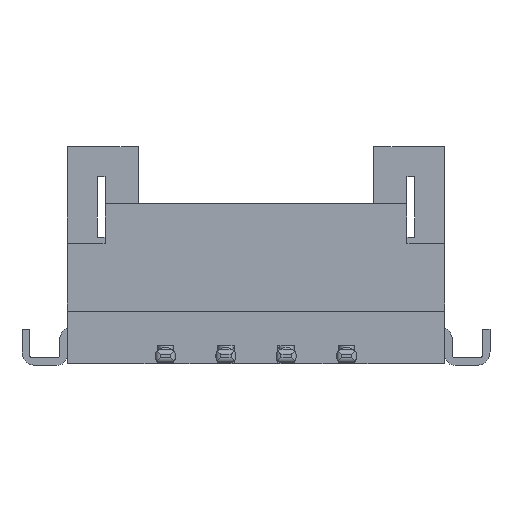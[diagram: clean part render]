
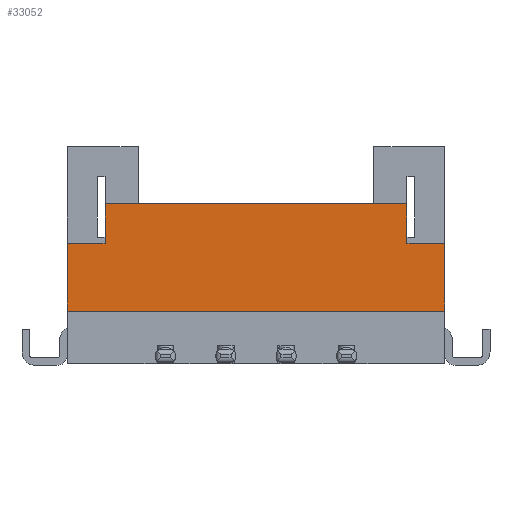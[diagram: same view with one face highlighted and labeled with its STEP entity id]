
A CAD part, front view. The second image highlights one B-rep face of the part: STEP entity #33052.
In plain terms, the highlighted planar face has unit normal (0, -1, 0).
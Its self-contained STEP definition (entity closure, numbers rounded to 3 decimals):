
#27025 = PLANE('',#27026);
#27026 = AXIS2_PLACEMENT_3D('',#27027,#27028,#27029);
#27027 = CARTESIAN_POINT('',(5.,3.72,4.2));
#27028 = DIRECTION('',(-1.,-0.,0.));
#27029 = DIRECTION('',(0.,0.,1.));
#27753 = PLANE('',#27754);
#27754 = AXIS2_PLACEMENT_3D('',#27755,#27756,#27757);
#27755 = CARTESIAN_POINT('',(-6.25,-3.1,5.3));
#27756 = DIRECTION('',(1.,0.,0.));
#27757 = DIRECTION('',(0.,1.,0.));
#28237 = PLANE('',#28238);
#28238 = AXIS2_PLACEMENT_3D('',#28239,#28240,#28241);
#28239 = CARTESIAN_POINT('',(6.25,-3.1,5.3));
#28240 = DIRECTION('',(1.,0.,0.));
#28241 = DIRECTION('',(0.,1.,0.));
#28647 = PLANE('',#28648);
#28648 = AXIS2_PLACEMENT_3D('',#28649,#28650,#28651);
#28649 = CARTESIAN_POINT('',(-5.25,2.1,4.));
#28650 = DIRECTION('',(0.,0.,1.));
#28651 = DIRECTION('',(1.,0.,0.));
#28672 = VERTEX_POINT('',#28673);
#28673 = CARTESIAN_POINT('',(-6.25,-3.1,4.));
#28694 = EDGE_CURVE('',#28695,#28672,#28697,.T.);
#28695 = VERTEX_POINT('',#28696);
#28696 = CARTESIAN_POINT('',(-5.,-3.1,4.));
#28697 = SURFACE_CURVE('',#28698,(#28702,#28709),.PCURVE_S1.);
#28698 = LINE('',#28699,#28700);
#28699 = CARTESIAN_POINT('',(4.609,-3.1,4.));
#28700 = VECTOR('',#28701,1.);
#28701 = DIRECTION('',(-1.,-0.,0.));
#28702 = PCURVE('',#28647,#28703);
#28703 = DEFINITIONAL_REPRESENTATION('',(#28704),#28708);
#28704 = LINE('',#28705,#28706);
#28705 = CARTESIAN_POINT('',(9.859,-5.2));
#28706 = VECTOR('',#28707,1.);
#28707 = DIRECTION('',(-1.,-0.));
#28708 = ( GEOMETRIC_REPRESENTATION_CONTEXT(2) 
PARAMETRIC_REPRESENTATION_CONTEXT() REPRESENTATION_CONTEXT('2D SPACE',''
  ) );
#28709 = PCURVE('',#28710,#28715);
#28710 = PLANE('',#28711);
#28711 = AXIS2_PLACEMENT_3D('',#28712,#28713,#28714);
#28712 = CARTESIAN_POINT('',(-8.25,-3.1,5.3));
#28713 = DIRECTION('',(0.,-1.,0.));
#28714 = DIRECTION('',(1.,0.,0.));
#28715 = DEFINITIONAL_REPRESENTATION('',(#28716),#28720);
#28716 = LINE('',#28717,#28718);
#28717 = CARTESIAN_POINT('',(12.859,-1.3));
#28718 = VECTOR('',#28719,1.);
#28719 = DIRECTION('',(-1.,-0.));
#28720 = ( GEOMETRIC_REPRESENTATION_CONTEXT(2) 
PARAMETRIC_REPRESENTATION_CONTEXT() REPRESENTATION_CONTEXT('2D SPACE',''
  ) );
#28736 = PLANE('',#28737);
#28737 = AXIS2_PLACEMENT_3D('',#28738,#28739,#28740);
#28738 = CARTESIAN_POINT('',(-5.,3.72,4.2));
#28739 = DIRECTION('',(-1.,-0.,0.));
#28740 = DIRECTION('',(0.,0.,1.));
#28799 = VERTEX_POINT('',#28800);
#28800 = CARTESIAN_POINT('',(-6.25,-3.1,1.75));
#28814 = PLANE('',#28815);
#28815 = AXIS2_PLACEMENT_3D('',#28816,#28817,#28818);
#28816 = CARTESIAN_POINT('',(7.103,-2.464,1.75));
#28817 = DIRECTION('',(0.,0.,1.));
#28818 = DIRECTION('',(-1.,0.,-0.));
#28826 = EDGE_CURVE('',#28672,#28799,#28827,.T.);
#28827 = SURFACE_CURVE('',#28828,(#28832,#28839),.PCURVE_S1.);
#28828 = LINE('',#28829,#28830);
#28829 = CARTESIAN_POINT('',(-6.25,-3.1,5.3));
#28830 = VECTOR('',#28831,1.);
#28831 = DIRECTION('',(0.,0.,-1.));
#28832 = PCURVE('',#27753,#28833);
#28833 = DEFINITIONAL_REPRESENTATION('',(#28834),#28838);
#28834 = LINE('',#28835,#28836);
#28835 = CARTESIAN_POINT('',(0.,0.));
#28836 = VECTOR('',#28837,1.);
#28837 = DIRECTION('',(0.,-1.));
#28838 = ( GEOMETRIC_REPRESENTATION_CONTEXT(2) 
PARAMETRIC_REPRESENTATION_CONTEXT() REPRESENTATION_CONTEXT('2D SPACE',''
  ) );
#28839 = PCURVE('',#28710,#28840);
#28840 = DEFINITIONAL_REPRESENTATION('',(#28841),#28845);
#28841 = LINE('',#28842,#28843);
#28842 = CARTESIAN_POINT('',(2.,0.));
#28843 = VECTOR('',#28844,1.);
#28844 = DIRECTION('',(0.,-1.));
#28845 = ( GEOMETRIC_REPRESENTATION_CONTEXT(2) 
PARAMETRIC_REPRESENTATION_CONTEXT() REPRESENTATION_CONTEXT('2D SPACE',''
  ) );
#30916 = EDGE_CURVE('',#30917,#28695,#30919,.T.);
#30917 = VERTEX_POINT('',#30918);
#30918 = CARTESIAN_POINT('',(-5.,-3.1,5.3));
#30919 = SURFACE_CURVE('',#30920,(#30924,#30931),.PCURVE_S1.);
#30920 = LINE('',#30921,#30922);
#30921 = CARTESIAN_POINT('',(-5.,-3.1,5.3));
#30922 = VECTOR('',#30923,1.);
#30923 = DIRECTION('',(0.,0.,-1.));
#30924 = PCURVE('',#28736,#30925);
#30925 = DEFINITIONAL_REPRESENTATION('',(#30926),#30930);
#30926 = LINE('',#30927,#30928);
#30927 = CARTESIAN_POINT('',(1.1,-6.82));
#30928 = VECTOR('',#30929,1.);
#30929 = DIRECTION('',(-1.,0.));
#30930 = ( GEOMETRIC_REPRESENTATION_CONTEXT(2) 
PARAMETRIC_REPRESENTATION_CONTEXT() REPRESENTATION_CONTEXT('2D SPACE',''
  ) );
#30931 = PCURVE('',#28710,#30932);
#30932 = DEFINITIONAL_REPRESENTATION('',(#30933),#30937);
#30933 = LINE('',#30934,#30935);
#30934 = CARTESIAN_POINT('',(3.25,0.));
#30935 = VECTOR('',#30936,1.);
#30936 = DIRECTION('',(0.,-1.));
#30937 = ( GEOMETRIC_REPRESENTATION_CONTEXT(2) 
PARAMETRIC_REPRESENTATION_CONTEXT() REPRESENTATION_CONTEXT('2D SPACE',''
  ) );
#30955 = PLANE('',#30956);
#30956 = AXIS2_PLACEMENT_3D('',#30957,#30958,#30959);
#30957 = CARTESIAN_POINT('',(12.6,-2.1,5.3));
#30958 = DIRECTION('',(0.,0.,1.));
#30959 = DIRECTION('',(-1.,0.,0.));
#32953 = EDGE_CURVE('',#30917,#32954,#32956,.T.);
#32954 = VERTEX_POINT('',#32955);
#32955 = CARTESIAN_POINT('',(5.,-3.1,5.3));
#32956 = SURFACE_CURVE('',#32957,(#32961,#32968),.PCURVE_S1.);
#32957 = LINE('',#32958,#32959);
#32958 = CARTESIAN_POINT('',(-14.25,-3.1,5.3));
#32959 = VECTOR('',#32960,1.);
#32960 = DIRECTION('',(1.,0.,0.));
#32961 = PCURVE('',#30955,#32962);
#32962 = DEFINITIONAL_REPRESENTATION('',(#32963),#32967);
#32963 = LINE('',#32964,#32965);
#32964 = CARTESIAN_POINT('',(26.85,1.));
#32965 = VECTOR('',#32966,1.);
#32966 = DIRECTION('',(-1.,0.));
#32967 = ( GEOMETRIC_REPRESENTATION_CONTEXT(2) 
PARAMETRIC_REPRESENTATION_CONTEXT() REPRESENTATION_CONTEXT('2D SPACE',''
  ) );
#32968 = PCURVE('',#28710,#32969);
#32969 = DEFINITIONAL_REPRESENTATION('',(#32970),#32974);
#32970 = LINE('',#32971,#32972);
#32971 = CARTESIAN_POINT('',(-6.,0.));
#32972 = VECTOR('',#32973,1.);
#32973 = DIRECTION('',(1.,0.));
#32974 = ( GEOMETRIC_REPRESENTATION_CONTEXT(2) 
PARAMETRIC_REPRESENTATION_CONTEXT() REPRESENTATION_CONTEXT('2D SPACE',''
  ) );
#33052 = ADVANCED_FACE('',(#33053),#28710,.T.);
#33053 = FACE_BOUND('',#33054,.T.);
#33054 = EDGE_LOOP('',(#33055,#33056,#33057,#33058,#33059,#33082,#33105,
    #33133));
#33055 = ORIENTED_EDGE('',*,*,#32953,.F.);
#33056 = ORIENTED_EDGE('',*,*,#30916,.T.);
#33057 = ORIENTED_EDGE('',*,*,#28694,.T.);
#33058 = ORIENTED_EDGE('',*,*,#28826,.T.);
#33059 = ORIENTED_EDGE('',*,*,#33060,.T.);
#33060 = EDGE_CURVE('',#28799,#33061,#33063,.T.);
#33061 = VERTEX_POINT('',#33062);
#33062 = CARTESIAN_POINT('',(6.25,-3.1,1.75));
#33063 = SURFACE_CURVE('',#33064,(#33068,#33075),.PCURVE_S1.);
#33064 = LINE('',#33065,#33066);
#33065 = CARTESIAN_POINT('',(6.609,-3.1,1.75));
#33066 = VECTOR('',#33067,1.);
#33067 = DIRECTION('',(1.,0.,0.));
#33068 = PCURVE('',#28710,#33069);
#33069 = DEFINITIONAL_REPRESENTATION('',(#33070),#33074);
#33070 = LINE('',#33071,#33072);
#33071 = CARTESIAN_POINT('',(14.859,-3.55));
#33072 = VECTOR('',#33073,1.);
#33073 = DIRECTION('',(1.,0.));
#33074 = ( GEOMETRIC_REPRESENTATION_CONTEXT(2) 
PARAMETRIC_REPRESENTATION_CONTEXT() REPRESENTATION_CONTEXT('2D SPACE',''
  ) );
#33075 = PCURVE('',#28814,#33076);
#33076 = DEFINITIONAL_REPRESENTATION('',(#33077),#33081);
#33077 = LINE('',#33078,#33079);
#33078 = CARTESIAN_POINT('',(0.494,0.636));
#33079 = VECTOR('',#33080,1.);
#33080 = DIRECTION('',(-1.,0.));
#33081 = ( GEOMETRIC_REPRESENTATION_CONTEXT(2) 
PARAMETRIC_REPRESENTATION_CONTEXT() REPRESENTATION_CONTEXT('2D SPACE',''
  ) );
#33082 = ORIENTED_EDGE('',*,*,#33083,.F.);
#33083 = EDGE_CURVE('',#33084,#33061,#33086,.T.);
#33084 = VERTEX_POINT('',#33085);
#33085 = CARTESIAN_POINT('',(6.25,-3.1,4.));
#33086 = SURFACE_CURVE('',#33087,(#33091,#33098),.PCURVE_S1.);
#33087 = LINE('',#33088,#33089);
#33088 = CARTESIAN_POINT('',(6.25,-3.1,5.3));
#33089 = VECTOR('',#33090,1.);
#33090 = DIRECTION('',(0.,0.,-1.));
#33091 = PCURVE('',#28710,#33092);
#33092 = DEFINITIONAL_REPRESENTATION('',(#33093),#33097);
#33093 = LINE('',#33094,#33095);
#33094 = CARTESIAN_POINT('',(14.5,0.));
#33095 = VECTOR('',#33096,1.);
#33096 = DIRECTION('',(0.,-1.));
#33097 = ( GEOMETRIC_REPRESENTATION_CONTEXT(2) 
PARAMETRIC_REPRESENTATION_CONTEXT() REPRESENTATION_CONTEXT('2D SPACE',''
  ) );
#33098 = PCURVE('',#28237,#33099);
#33099 = DEFINITIONAL_REPRESENTATION('',(#33100),#33104);
#33100 = LINE('',#33101,#33102);
#33101 = CARTESIAN_POINT('',(0.,0.));
#33102 = VECTOR('',#33103,1.);
#33103 = DIRECTION('',(0.,-1.));
#33104 = ( GEOMETRIC_REPRESENTATION_CONTEXT(2) 
PARAMETRIC_REPRESENTATION_CONTEXT() REPRESENTATION_CONTEXT('2D SPACE',''
  ) );
#33105 = ORIENTED_EDGE('',*,*,#33106,.F.);
#33106 = EDGE_CURVE('',#33107,#33084,#33109,.T.);
#33107 = VERTEX_POINT('',#33108);
#33108 = CARTESIAN_POINT('',(5.,-3.1,4.));
#33109 = SURFACE_CURVE('',#33110,(#33114,#33121),.PCURVE_S1.);
#33110 = LINE('',#33111,#33112);
#33111 = CARTESIAN_POINT('',(-4.609,-3.1,4.));
#33112 = VECTOR('',#33113,1.);
#33113 = DIRECTION('',(1.,0.,0.));
#33114 = PCURVE('',#28710,#33115);
#33115 = DEFINITIONAL_REPRESENTATION('',(#33116),#33120);
#33116 = LINE('',#33117,#33118);
#33117 = CARTESIAN_POINT('',(3.641,-1.3));
#33118 = VECTOR('',#33119,1.);
#33119 = DIRECTION('',(1.,0.));
#33120 = ( GEOMETRIC_REPRESENTATION_CONTEXT(2) 
PARAMETRIC_REPRESENTATION_CONTEXT() REPRESENTATION_CONTEXT('2D SPACE',''
  ) );
#33121 = PCURVE('',#33122,#33127);
#33122 = PLANE('',#33123);
#33123 = AXIS2_PLACEMENT_3D('',#33124,#33125,#33126);
#33124 = CARTESIAN_POINT('',(5.25,2.1,4.));
#33125 = DIRECTION('',(0.,0.,-1.));
#33126 = DIRECTION('',(-1.,-0.,0.));
#33127 = DEFINITIONAL_REPRESENTATION('',(#33128),#33132);
#33128 = LINE('',#33129,#33130);
#33129 = CARTESIAN_POINT('',(9.859,-5.2));
#33130 = VECTOR('',#33131,1.);
#33131 = DIRECTION('',(-1.,0.));
#33132 = ( GEOMETRIC_REPRESENTATION_CONTEXT(2) 
PARAMETRIC_REPRESENTATION_CONTEXT() REPRESENTATION_CONTEXT('2D SPACE',''
  ) );
#33133 = ORIENTED_EDGE('',*,*,#33134,.F.);
#33134 = EDGE_CURVE('',#32954,#33107,#33135,.T.);
#33135 = SURFACE_CURVE('',#33136,(#33140,#33147),.PCURVE_S1.);
#33136 = LINE('',#33137,#33138);
#33137 = CARTESIAN_POINT('',(5.,-3.1,5.3));
#33138 = VECTOR('',#33139,1.);
#33139 = DIRECTION('',(0.,0.,-1.));
#33140 = PCURVE('',#28710,#33141);
#33141 = DEFINITIONAL_REPRESENTATION('',(#33142),#33146);
#33142 = LINE('',#33143,#33144);
#33143 = CARTESIAN_POINT('',(13.25,0.));
#33144 = VECTOR('',#33145,1.);
#33145 = DIRECTION('',(0.,-1.));
#33146 = ( GEOMETRIC_REPRESENTATION_CONTEXT(2) 
PARAMETRIC_REPRESENTATION_CONTEXT() REPRESENTATION_CONTEXT('2D SPACE',''
  ) );
#33147 = PCURVE('',#27025,#33148);
#33148 = DEFINITIONAL_REPRESENTATION('',(#33149),#33153);
#33149 = LINE('',#33150,#33151);
#33150 = CARTESIAN_POINT('',(1.1,-6.82));
#33151 = VECTOR('',#33152,1.);
#33152 = DIRECTION('',(-1.,-0.));
#33153 = ( GEOMETRIC_REPRESENTATION_CONTEXT(2) 
PARAMETRIC_REPRESENTATION_CONTEXT() REPRESENTATION_CONTEXT('2D SPACE',''
  ) );
